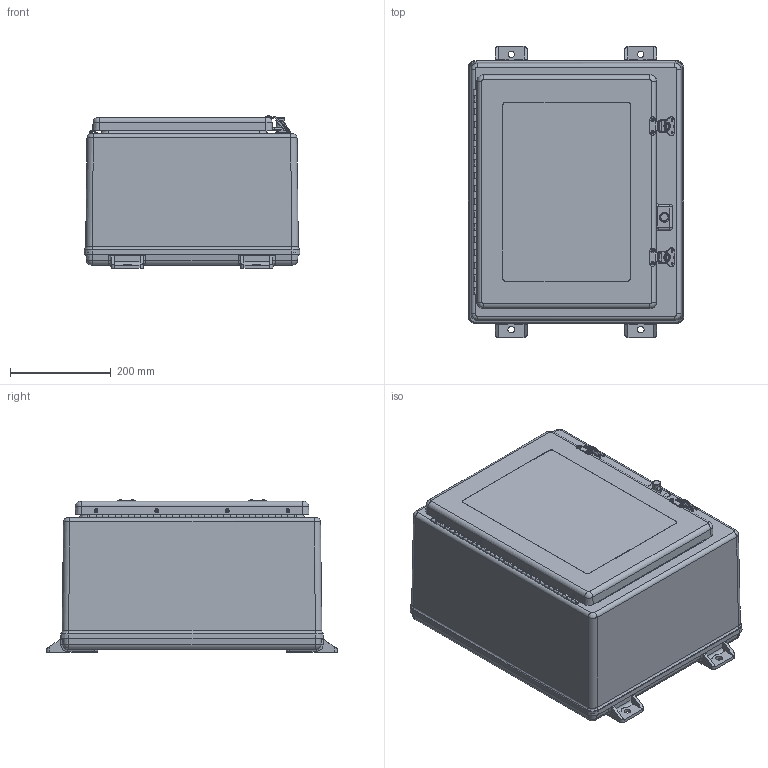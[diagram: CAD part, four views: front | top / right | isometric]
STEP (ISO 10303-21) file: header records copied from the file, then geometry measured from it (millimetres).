
FILE_DESCRIPTION (( 'STEP AP214' ), '1' );
FILE_NAME ('TW201610HWT.STEP', '2018-11-08T15:58:00', ( '' ), ( '' ), 'SwSTEP 2.0', 'SolidWorks 2018', '' );
FILE_SCHEMA (( 'AUTOMOTIVE_DESIGN' ));
Length unit declared in the file: inch
Products named in the file (1): TW201610HWT
Bounding box: 428.62 x 577.85 x 302.5 mm (x, y, z)
Volume: 5252275.5 mm3; surface area: 2229782.6 mm2
Topology: 41 solids, 41 shells, 1179 faces, 2845 edges, 1758 vertices
Faces by surface type: cylinder 444, plane 442, bspline 209, cone 44, torus 40
Full cylindrical faces by diameter (mm): 1.588 x8, 1.651 x8, 3.175 x33, 3.302 x36, 3.429 x4, 3.5 x4, 3.556 x8, 3.969 x4, 4.763 x4, 5.08 x4, 5.105 x1, 5.11 x1, 6.35 x1, 7.544 x8, 7.798 x4, 8.64 x2, 10.312 x1, 12.7 x2, 12.959 x2, 14.3 x8
Entity records: 62296 total; most frequent: CARTESIAN_POINT 21092, ORIENTED_EDGE 5058, DIRECTION 4929, EDGE_CURVE 2529, AXIS2_PLACEMENT_3D 1841, VERTEX_POINT 1700, EDGE_LOOP 1645, FACE_OUTER_BOUND 1395
